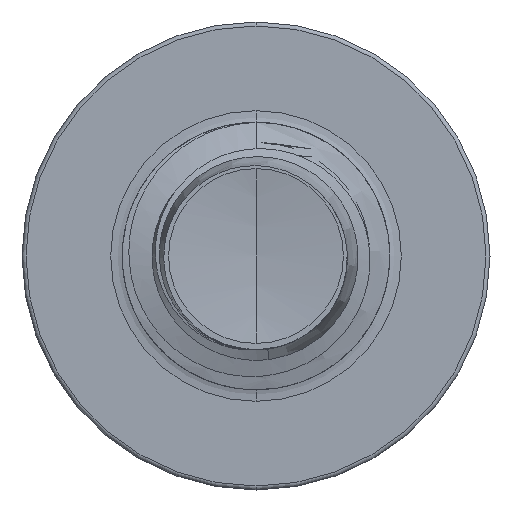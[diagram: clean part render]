
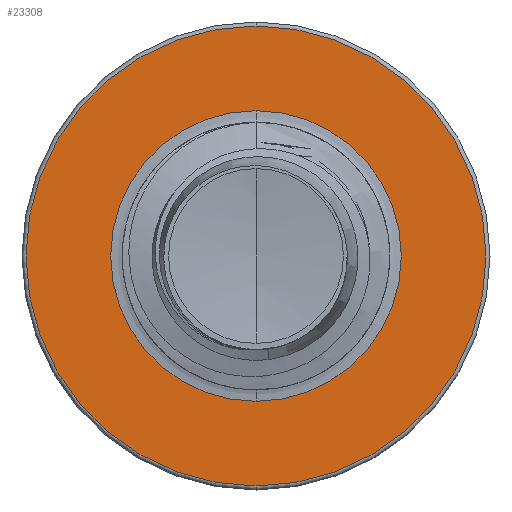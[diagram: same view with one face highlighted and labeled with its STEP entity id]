
A CAD part, front view. The second image highlights one B-rep face of the part: STEP entity #23308.
In plain terms, the highlighted planar face has unit normal (0, -1, 0).
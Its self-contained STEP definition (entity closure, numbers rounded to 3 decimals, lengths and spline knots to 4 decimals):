
#589 = CARTESIAN_POINT ( 'NONE',  ( 0., 19., -2.1736 ) ) ;
#945 = AXIS2_PLACEMENT_3D ( 'NONE', #6763, #26686, #9652 ) ;
#1160 = CARTESIAN_POINT ( 'NONE',  ( 0., 19., 0. ) ) ;
#3260 = ORIENTED_EDGE ( 'NONE', *, *, #18140, .T. ) ;
#4024 = DIRECTION ( 'NONE',  ( 0., 0., 1. ) ) ;
#4518 = ORIENTED_EDGE ( 'NONE', *, *, #13927, .F. ) ;
#4650 = CIRCLE ( 'NONE', #23967, 2.1736 ) ;
#4876 = AXIS2_PLACEMENT_3D ( 'NONE', #1160, #21130, #4024 ) ;
#5240 = CARTESIAN_POINT ( 'NONE',  ( 0., 19., 2.1736 ) ) ;
#6763 = CARTESIAN_POINT ( 'NONE',  ( 0., 19., 0. ) ) ;
#6844 = CARTESIAN_POINT ( 'NONE',  ( 0., 19., 3.44 ) ) ;
#7408 = ORIENTED_EDGE ( 'NONE', *, *, #19404, .T. ) ;
#8119 = CARTESIAN_POINT ( 'NONE',  ( 0., 19., -2.1736 ) ) ;
#8747 = DIRECTION ( 'NONE',  ( 0., 0., 1. ) ) ;
#9652 = DIRECTION ( 'NONE',  ( 0., 0., 1. ) ) ;
#11736 = DIRECTION ( 'NONE',  ( 0., 1., 0. ) ) ;
#11761 = CARTESIAN_POINT ( 'NONE',  ( 0., 19., 0. ) ) ;
#13927 = EDGE_CURVE ( 'NONE', #14945, #18994, #26499, .T. ) ;
#14599 = AXIS2_PLACEMENT_3D ( 'NONE', #8119, #25798, #8747 ) ;
#14675 = DIRECTION ( 'NONE',  ( 0., 0., 1. ) ) ;
#14939 = FACE_OUTER_BOUND ( 'NONE', #28703, .T. ) ;
#14945 = VERTEX_POINT ( 'NONE', #6844 ) ;
#15815 = VERTEX_POINT ( 'NONE', #5240 ) ;
#18140 = EDGE_CURVE ( 'NONE', #25184, #15815, #36659, .T. ) ;
#18994 = VERTEX_POINT ( 'NONE', #19277 ) ;
#19277 = CARTESIAN_POINT ( 'NONE',  ( 0., 19., -3.44 ) ) ;
#19404 = EDGE_CURVE ( 'NONE', #15815, #25184, #4650, .T. ) ;
#20139 = PLANE ( 'NONE',  #14599 ) ;
#21130 = DIRECTION ( 'NONE',  ( 0., 1., 0. ) ) ;
#23308 = ADVANCED_FACE ( 'NONE', ( #14939, #29108 ), #20139, .F. ) ;
#23967 = AXIS2_PLACEMENT_3D ( 'NONE', #28760, #11736, #31622 ) ;
#25184 = VERTEX_POINT ( 'NONE', #589 ) ;
#25798 = DIRECTION ( 'NONE',  ( 0., 1., 0. ) ) ;
#26499 = CIRCLE ( 'NONE', #27990, 3.44 ) ;
#26686 = DIRECTION ( 'NONE',  ( 0., 1., 0. ) ) ;
#27990 = AXIS2_PLACEMENT_3D ( 'NONE', #11761, #31646, #14675 ) ;
#28156 = EDGE_CURVE ( 'NONE', #18994, #14945, #32641, .T. ) ;
#28278 = ORIENTED_EDGE ( 'NONE', *, *, #28156, .F. ) ;
#28703 = EDGE_LOOP ( 'NONE', ( #4518, #28278 ) ) ;
#28760 = CARTESIAN_POINT ( 'NONE',  ( 0., 19., 0. ) ) ;
#29108 = FACE_BOUND ( 'NONE', #35291, .T. ) ;
#31622 = DIRECTION ( 'NONE',  ( 0., 0., 1. ) ) ;
#31646 = DIRECTION ( 'NONE',  ( 0., 1., 0. ) ) ;
#32641 = CIRCLE ( 'NONE', #945, 3.44 ) ;
#35291 = EDGE_LOOP ( 'NONE', ( #7408, #3260 ) ) ;
#36659 = CIRCLE ( 'NONE', #4876, 2.1736 ) ;
